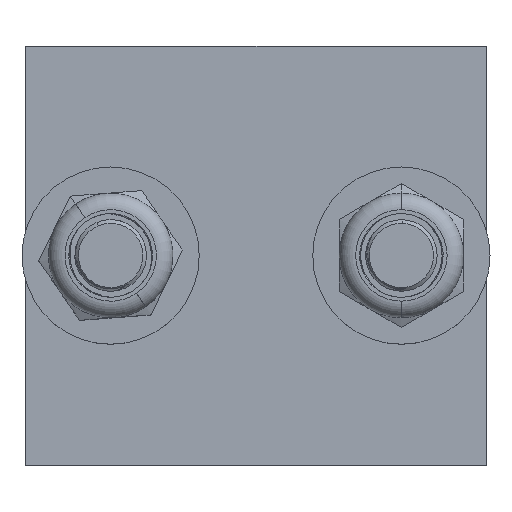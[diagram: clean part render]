
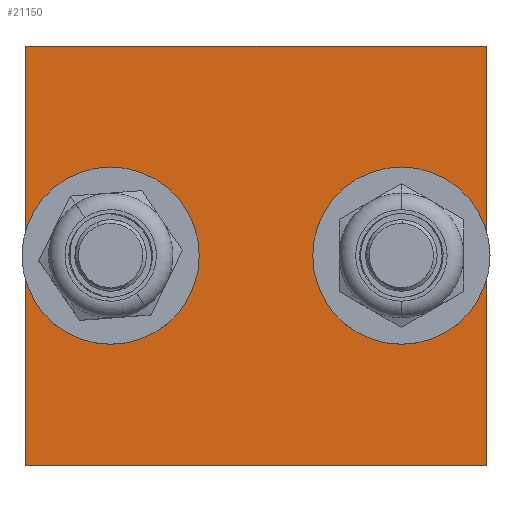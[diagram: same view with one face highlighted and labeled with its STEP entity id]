
A CAD part, top view. The second image highlights one B-rep face of the part: STEP entity #21150.
In plain terms, the highlighted planar face has unit normal (0, 0, 1).
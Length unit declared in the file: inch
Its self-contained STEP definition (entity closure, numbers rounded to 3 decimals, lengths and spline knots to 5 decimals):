
#278 = LINE ( 'NONE', #6075, #13400 ) ;
#1541 = AXIS2_PLACEMENT_3D ( 'NONE', #8662, #20627, #10384 ) ;
#1697 = CIRCLE ( 'NONE', #18556, 0.27325 ) ;
#1963 = DIRECTION ( 'NONE',  ( -1., 0., 0. ) ) ;
#2413 = EDGE_CURVE ( 'NONE', #15079, #10492, #1697, .T. ) ;
#2469 = VERTEX_POINT ( 'NONE', #6473 ) ;
#2901 = LINE ( 'NONE', #8026, #16025 ) ;
#2927 = DIRECTION ( 'NONE',  ( 0., -1., 0. ) ) ;
#3193 = EDGE_CURVE ( 'NONE', #19337, #19147, #14277, .T. ) ;
#3382 = CARTESIAN_POINT ( 'NONE',  ( 1.9735, 1.2525, 0. ) ) ;
#3955 = FACE_BOUND ( 'NONE', #13953, .T. ) ;
#4327 = AXIS2_PLACEMENT_3D ( 'NONE', #5324, #12214, #1963 ) ;
#4608 = VECTOR ( 'NONE', #14041, 39.37008 ) ;
#5099 = VERTEX_POINT ( 'NONE', #17858 ) ;
#5174 = EDGE_CURVE ( 'NONE', #13585, #19147, #278, .T. ) ;
#5324 = CARTESIAN_POINT ( 'NONE',  ( 2.755, 2.505, 0. ) ) ;
#5367 = CIRCLE ( 'NONE', #1541, 0.27325 ) ;
#5415 = CARTESIAN_POINT ( 'NONE',  ( 2.755, 2.505, 0. ) ) ;
#5831 = CARTESIAN_POINT ( 'NONE',  ( 0.50825, 1.2525, 0. ) ) ;
#5992 = VECTOR ( 'NONE', #19524, 39.37008 ) ;
#6075 = CARTESIAN_POINT ( 'NONE',  ( 2.755, 0., 0. ) ) ;
#6401 = CARTESIAN_POINT ( 'NONE',  ( 2.755, 0., 0. ) ) ;
#6473 = CARTESIAN_POINT ( 'NONE',  ( 0.7815, 1.2525, 0. ) ) ;
#6679 = EDGE_CURVE ( 'NONE', #15512, #2469, #21387, .T. ) ;
#7054 = PLANE ( 'NONE',  #4327 ) ;
#7094 = ORIENTED_EDGE ( 'NONE', *, *, #3193, .F. ) ;
#7133 = EDGE_CURVE ( 'NONE', #5099, #13585, #2901, .T. ) ;
#7298 = ORIENTED_EDGE ( 'NONE', *, *, #7133, .T. ) ;
#7344 = ORIENTED_EDGE ( 'NONE', *, *, #6679, .F. ) ;
#7563 = CARTESIAN_POINT ( 'NONE',  ( 2.755, 2.505, 0. ) ) ;
#7580 = DIRECTION ( 'NONE',  ( 1., 0., 0. ) ) ;
#8026 = CARTESIAN_POINT ( 'NONE',  ( 0., 2.505, 0. ) ) ;
#8662 = CARTESIAN_POINT ( 'NONE',  ( 2.24675, 1.2525, 0. ) ) ;
#8938 = CIRCLE ( 'NONE', #16847, 0.27325 ) ;
#9354 = DIRECTION ( 'NONE',  ( 0., 0., 1. ) ) ;
#9600 = CARTESIAN_POINT ( 'NONE',  ( 2.52, 1.2525, 0. ) ) ;
#9875 = DIRECTION ( 'NONE',  ( 0., 0., 1. ) ) ;
#10384 = DIRECTION ( 'NONE',  ( 1., 0., 0. ) ) ;
#10492 = VERTEX_POINT ( 'NONE', #3382 ) ;
#10584 = LINE ( 'NONE', #7563, #5992 ) ;
#11110 = DIRECTION ( 'NONE',  ( 1., 0., 0. ) ) ;
#11197 = ORIENTED_EDGE ( 'NONE', *, *, #5174, .T. ) ;
#11342 = ORIENTED_EDGE ( 'NONE', *, *, #16778, .F. ) ;
#11990 = FACE_OUTER_BOUND ( 'NONE', #20794, .T. ) ;
#12214 = DIRECTION ( 'NONE',  ( 0., 0., -1. ) ) ;
#12525 = FACE_BOUND ( 'NONE', #14759, .T. ) ;
#13400 = VECTOR ( 'NONE', #11110, 39.37008 ) ;
#13432 = EDGE_CURVE ( 'NONE', #5099, #19337, #10584, .T. ) ;
#13585 = VERTEX_POINT ( 'NONE', #18098 ) ;
#13953 = EDGE_LOOP ( 'NONE', ( #19375, #7344 ) ) ;
#14041 = DIRECTION ( 'NONE',  ( 0., -1., 0. ) ) ;
#14277 = LINE ( 'NONE', #15757, #4608 ) ;
#14759 = EDGE_LOOP ( 'NONE', ( #18684, #11342 ) ) ;
#14931 = EDGE_CURVE ( 'NONE', #2469, #15512, #8938, .T. ) ;
#15000 = ORIENTED_EDGE ( 'NONE', *, *, #13432, .F. ) ;
#15079 = VERTEX_POINT ( 'NONE', #9600 ) ;
#15512 = VERTEX_POINT ( 'NONE', #17665 ) ;
#15757 = CARTESIAN_POINT ( 'NONE',  ( 2.755, 2.505, 0. ) ) ;
#16025 = VECTOR ( 'NONE', #2927, 39.37008 ) ;
#16778 = EDGE_CURVE ( 'NONE', #10492, #15079, #5367, .T. ) ;
#16847 = AXIS2_PLACEMENT_3D ( 'NONE', #5831, #17827, #7580 ) ;
#17665 = CARTESIAN_POINT ( 'NONE',  ( 0.235, 1.2525, 0. ) ) ;
#17827 = DIRECTION ( 'NONE',  ( 0., 0., 1. ) ) ;
#17858 = CARTESIAN_POINT ( 'NONE',  ( 0., 2.505, 0. ) ) ;
#18098 = CARTESIAN_POINT ( 'NONE',  ( 0., 0., 0. ) ) ;
#18556 = AXIS2_PLACEMENT_3D ( 'NONE', #20108, #9875, #21825 ) ;
#18684 = ORIENTED_EDGE ( 'NONE', *, *, #2413, .F. ) ;
#18941 = AXIS2_PLACEMENT_3D ( 'NONE', #19585, #9354, #21317 ) ;
#19147 = VERTEX_POINT ( 'NONE', #6401 ) ;
#19337 = VERTEX_POINT ( 'NONE', #5415 ) ;
#19375 = ORIENTED_EDGE ( 'NONE', *, *, #14931, .F. ) ;
#19524 = DIRECTION ( 'NONE',  ( 1., 0., 0. ) ) ;
#19585 = CARTESIAN_POINT ( 'NONE',  ( 0.50825, 1.2525, 0. ) ) ;
#20108 = CARTESIAN_POINT ( 'NONE',  ( 2.24675, 1.2525, 0. ) ) ;
#20627 = DIRECTION ( 'NONE',  ( 0., 0., 1. ) ) ;
#20794 = EDGE_LOOP ( 'NONE', ( #11197, #7094, #15000, #7298 ) ) ;
#21150 = ADVANCED_FACE ( 'NONE', ( #12525, #3955, #11990 ), #7054, .F. ) ;
#21317 = DIRECTION ( 'NONE',  ( 1., 0., 0. ) ) ;
#21387 = CIRCLE ( 'NONE', #18941, 0.27325 ) ;
#21825 = DIRECTION ( 'NONE',  ( 1., 0., 0. ) ) ;
